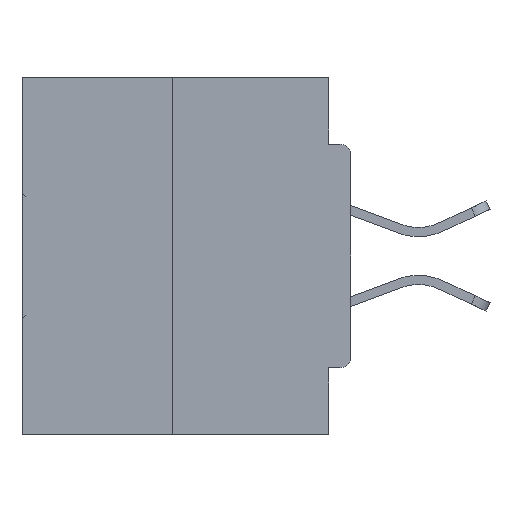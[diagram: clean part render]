
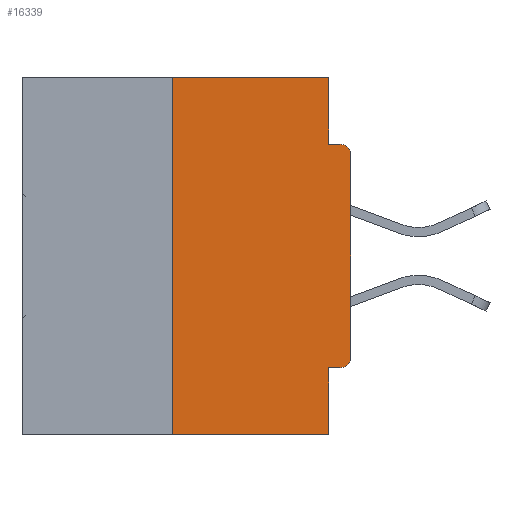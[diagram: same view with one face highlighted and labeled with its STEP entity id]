
A CAD part, left-side view. The second image highlights one B-rep face of the part: STEP entity #16339.
In plain terms, the highlighted planar face has unit normal (-1, 0, 0).
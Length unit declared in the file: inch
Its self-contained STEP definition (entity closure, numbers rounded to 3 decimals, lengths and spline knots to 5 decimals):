
#723 = LINE ( 'NONE', #41080, #41648 ) ;
#940 = VECTOR ( 'NONE', #23414, 39.37008 ) ;
#2115 = VECTOR ( 'NONE', #37952, 39.37008 ) ;
#2242 = VERTEX_POINT ( 'NONE', #11143 ) ;
#2298 = EDGE_LOOP ( 'NONE', ( #13023, #5767, #27497, #18491, #41069, #29512, #19981, #35864, #18458, #19921 ) ) ;
#2954 = CARTESIAN_POINT ( 'NONE',  ( 0., 0.25, 0. ) ) ;
#3253 = VERTEX_POINT ( 'NONE', #33472 ) ;
#3823 = EDGE_CURVE ( 'NONE', #26471, #11967, #40198, .T. ) ;
#5099 = VERTEX_POINT ( 'NONE', #13670 ) ;
#5692 = CARTESIAN_POINT ( 'NONE',  ( 0., 0.031, -0.4065 ) ) ;
#5767 = ORIENTED_EDGE ( 'NONE', *, *, #20036, .F. ) ;
#5771 = AXIS2_PLACEMENT_3D ( 'NONE', #13015, #6474, #9782 ) ;
#6266 = AXIS2_PLACEMENT_3D ( 'NONE', #22875, #32754, #38684 ) ;
#6474 = DIRECTION ( 'NONE',  ( -1., 0., 0. ) ) ;
#6962 = PLANE ( 'NONE',  #6266 ) ;
#7217 = VECTOR ( 'NONE', #35781, 39.37008 ) ;
#7473 = VECTOR ( 'NONE', #39538, 39.37008 ) ;
#7697 = CARTESIAN_POINT ( 'NONE',  ( 0., 0.46, -0.5 ) ) ;
#8693 = VERTEX_POINT ( 'NONE', #20536 ) ;
#8951 = DIRECTION ( 'NONE',  ( 0., 0., -1. ) ) ;
#9782 = DIRECTION ( 'NONE',  ( 0., 0., -1. ) ) ;
#10255 = LINE ( 'NONE', #12191, #2115 ) ;
#11143 = CARTESIAN_POINT ( 'NONE',  ( 0., 0.031, -0.5 ) ) ;
#11334 = EDGE_CURVE ( 'NONE', #32664, #24840, #36288, .T. ) ;
#11827 = VECTOR ( 'NONE', #35094, 39.37008 ) ;
#11967 = VERTEX_POINT ( 'NONE', #23172 ) ;
#12073 = EDGE_CURVE ( 'NONE', #5099, #2242, #16007, .T. ) ;
#12191 = CARTESIAN_POINT ( 'NONE',  ( 0., 0., -0.4065 ) ) ;
#12246 = CARTESIAN_POINT ( 'NONE',  ( 0., 0.015, -0.0935 ) ) ;
#12372 = LINE ( 'NONE', #30206, #30988 ) ;
#13015 = CARTESIAN_POINT ( 'NONE',  ( 0., 0.015, -0.1085 ) ) ;
#13023 = ORIENTED_EDGE ( 'NONE', *, *, #20152, .F. ) ;
#13175 = CARTESIAN_POINT ( 'NONE',  ( 0., 0., 0. ) ) ;
#13670 = CARTESIAN_POINT ( 'NONE',  ( 0., 0.25, -0.5 ) ) ;
#16007 = LINE ( 'NONE', #7697, #7473 ) ;
#16339 = ADVANCED_FACE ( 'NONE', ( #35805 ), #6962, .F. ) ;
#16431 = VECTOR ( 'NONE', #32578, 39.37008 ) ;
#16768 = CARTESIAN_POINT ( 'NONE',  ( 0., 0., -0.0935 ) ) ;
#18458 = ORIENTED_EDGE ( 'NONE', *, *, #11334, .F. ) ;
#18491 = ORIENTED_EDGE ( 'NONE', *, *, #37444, .F. ) ;
#18929 = EDGE_CURVE ( 'NONE', #3253, #32664, #723, .T. ) ;
#19042 = EDGE_CURVE ( 'NONE', #11967, #24840, #40160, .T. ) ;
#19435 = CARTESIAN_POINT ( 'NONE',  ( 0., 0.015, -0.4065 ) ) ;
#19921 = ORIENTED_EDGE ( 'NONE', *, *, #18929, .F. ) ;
#19981 = ORIENTED_EDGE ( 'NONE', *, *, #3823, .T. ) ;
#20036 = EDGE_CURVE ( 'NONE', #5099, #8693, #29942, .T. ) ;
#20152 = EDGE_CURVE ( 'NONE', #8693, #3253, #33946, .T. ) ;
#20536 = CARTESIAN_POINT ( 'NONE',  ( 0., 0.25, 0. ) ) ;
#20851 = CIRCLE ( 'NONE', #26029, 0.015 ) ;
#22875 = CARTESIAN_POINT ( 'NONE',  ( 0., 0.46, 0. ) ) ;
#23172 = CARTESIAN_POINT ( 'NONE',  ( 0., 0., -0.1085 ) ) ;
#23414 = DIRECTION ( 'NONE',  ( 0., -1., 0. ) ) ;
#24840 = VERTEX_POINT ( 'NONE', #12246 ) ;
#26029 = AXIS2_PLACEMENT_3D ( 'NONE', #33093, #36185, #27063 ) ;
#26471 = VERTEX_POINT ( 'NONE', #32945 ) ;
#27063 = DIRECTION ( 'NONE',  ( 0., 0., -1. ) ) ;
#27497 = ORIENTED_EDGE ( 'NONE', *, *, #12073, .T. ) ;
#28120 = CARTESIAN_POINT ( 'NONE',  ( 0., 0.031, -0.0935 ) ) ;
#28693 = EDGE_CURVE ( 'NONE', #32131, #32729, #10255, .T. ) ;
#29512 = ORIENTED_EDGE ( 'NONE', *, *, #41807, .T. ) ;
#29942 = LINE ( 'NONE', #2954, #11827 ) ;
#30206 = CARTESIAN_POINT ( 'NONE',  ( 0., 0.031, -0.5 ) ) ;
#30988 = VECTOR ( 'NONE', #39958, 39.37008 ) ;
#32131 = VERTEX_POINT ( 'NONE', #19435 ) ;
#32578 = DIRECTION ( 'NONE',  ( 0., 0., 1. ) ) ;
#32664 = VERTEX_POINT ( 'NONE', #28120 ) ;
#32729 = VERTEX_POINT ( 'NONE', #5692 ) ;
#32754 = DIRECTION ( 'NONE',  ( 1., 0., 0. ) ) ;
#32945 = CARTESIAN_POINT ( 'NONE',  ( 0., 0., -0.3915 ) ) ;
#33093 = CARTESIAN_POINT ( 'NONE',  ( 0., 0.015, -0.3915 ) ) ;
#33472 = CARTESIAN_POINT ( 'NONE',  ( 0., 0.031, 0. ) ) ;
#33946 = LINE ( 'NONE', #39032, #7217 ) ;
#35094 = DIRECTION ( 'NONE',  ( 0., 0., 1. ) ) ;
#35781 = DIRECTION ( 'NONE',  ( 0., -1., 0. ) ) ;
#35805 = FACE_OUTER_BOUND ( 'NONE', #2298, .T. ) ;
#35864 = ORIENTED_EDGE ( 'NONE', *, *, #19042, .T. ) ;
#36185 = DIRECTION ( 'NONE',  ( -1., 0., 0. ) ) ;
#36288 = LINE ( 'NONE', #16768, #940 ) ;
#37444 = EDGE_CURVE ( 'NONE', #32729, #2242, #12372, .T. ) ;
#37952 = DIRECTION ( 'NONE',  ( 0., 1., 0. ) ) ;
#38684 = DIRECTION ( 'NONE',  ( 0., 0., -1. ) ) ;
#39032 = CARTESIAN_POINT ( 'NONE',  ( 0., 0.46, 0. ) ) ;
#39538 = DIRECTION ( 'NONE',  ( 0., -1., 0. ) ) ;
#39958 = DIRECTION ( 'NONE',  ( 0., 0., -1. ) ) ;
#40160 = CIRCLE ( 'NONE', #5771, 0.015 ) ;
#40198 = LINE ( 'NONE', #13175, #16431 ) ;
#41069 = ORIENTED_EDGE ( 'NONE', *, *, #28693, .F. ) ;
#41080 = CARTESIAN_POINT ( 'NONE',  ( 0., 0.031, 0. ) ) ;
#41648 = VECTOR ( 'NONE', #8951, 39.37008 ) ;
#41807 = EDGE_CURVE ( 'NONE', #32131, #26471, #20851, .T. ) ;
